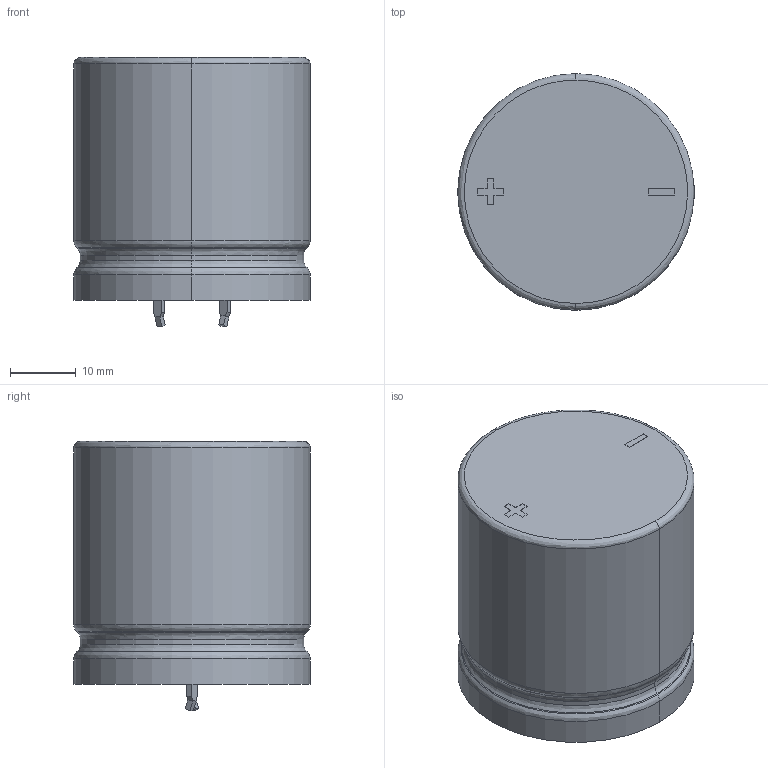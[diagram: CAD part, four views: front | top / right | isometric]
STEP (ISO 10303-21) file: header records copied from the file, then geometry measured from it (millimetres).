
FILE_DESCRIPTION (( 'STEP AP214' ), '1' );
FILE_NAME ('User Library-CAP-THT-ELKO_RM1000_D_3600_H3700.STEP', '2013-07-26T01:58:59', ( 'Windows User' ), ( '' ), 'SwSTEP 2.0', 'SolidWorks 2013', '' );
FILE_SCHEMA (( 'AUTOMOTIVE_DESIGN' ));
Length unit declared in the file: millimetre
Products named in the file (10): User Library-CAP-THT-ELKO_RM1000_D_3600_H3700_Bauteil_7283; User Library-CAP-THT-ELKO_RM1000_D_3600_H3700_Bauteil_8011; User Library-CAP-THT-ELKO_RM1000_D_3600_H3700_Bauteil_12378; User Library-CAP-THT-ELKO_RM1000_D_3600_H3700; User Library-CAP-THT-ELKO_RM1000_D_3600_H3700_Bauteil_3189; User Library-CAP-THT-ELKO_RM1000_D_3600_H3700_Bauteil_12515; User Library-CAP-THT-ELKO_RM1000_D_3600_H3700_Bauteil_8225; User Library-CAP-THT-ELKO_RM1000_D_3600_H3700_Bauteil_8277; User Library-CAP-THT-ELKO_RM1000_D_3600_H3700_Bauteil_12581; User Library-CAP-THT-ELKO_RM1000_D_3600_H3700_Bauteil_3273
Assembly tree (9 placements, depth 2):
  User Library-CAP-THT-ELKO_RM1000_D_3600_H3700
    User Library-CAP-THT-ELKO_RM1000_D_3600_H3700_Bauteil_3273
    User Library-CAP-THT-ELKO_RM1000_D_3600_H3700_Bauteil_8011
    User Library-CAP-THT-ELKO_RM1000_D_3600_H3700_Bauteil_7283
    User Library-CAP-THT-ELKO_RM1000_D_3600_H3700_Bauteil_8225
    User Library-CAP-THT-ELKO_RM1000_D_3600_H3700_Bauteil_8277
    User Library-CAP-THT-ELKO_RM1000_D_3600_H3700_Bauteil_12378
    User Library-CAP-THT-ELKO_RM1000_D_3600_H3700_Bauteil_12515
    User Library-CAP-THT-ELKO_RM1000_D_3600_H3700_Bauteil_12581
    User Library-CAP-THT-ELKO_RM1000_D_3600_H3700_Bauteil_3189
Bounding box: 36.02 x 36 x 41.02 mm (x, y, z)
Volume: 37356.7 mm3; surface area: 6468.7 mm2
Topology: 9 solids, 9 shells, 100 faces, 221 edges, 139 vertices
Faces by surface type: plane 64, cylinder 22, bspline 10, cone 4
Entity records: 4355 total; most frequent: CARTESIAN_POINT 631, DIRECTION 484, ORIENTED_EDGE 442, EDGE_CURVE 221, AXIS2_PLACEMENT_3D 164, LINE 156, VECTOR 156, VERTEX_POINT 139
